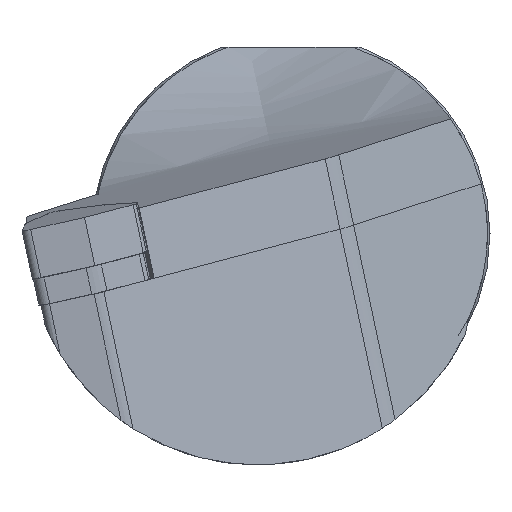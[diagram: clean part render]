
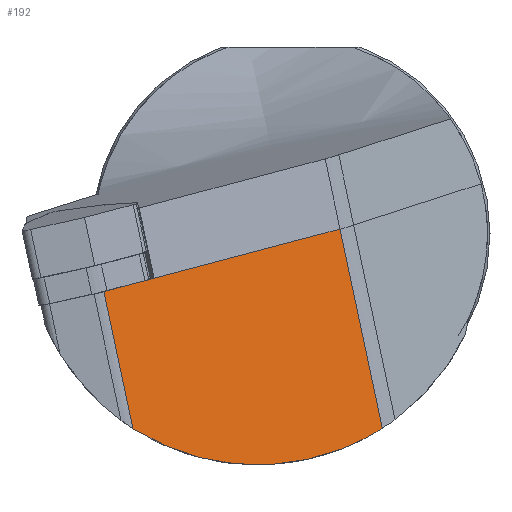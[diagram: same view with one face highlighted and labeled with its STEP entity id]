
A CAD part, left-side view. The second image highlights one B-rep face of the part: STEP entity #192.
In plain terms, the highlighted planar face has unit normal (-0.901, -0.433, -0.005).
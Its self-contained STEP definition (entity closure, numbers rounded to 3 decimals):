
#149=ELLIPSE('',#1133,25.739,23.2);
#153=ELLIPSE('',#1138,25.739,23.2);
#192=ADVANCED_FACE('',(#281),#248,.F.);
#248=PLANE('',#1139);
#281=FACE_OUTER_BOUND('',#337,.T.);
#337=EDGE_LOOP('',(#448,#449,#450,#451,#452,#453,#454));
#448=ORIENTED_EDGE('',*,*,#841,.F.);
#449=ORIENTED_EDGE('',*,*,#825,.T.);
#450=ORIENTED_EDGE('',*,*,#842,.T.);
#451=ORIENTED_EDGE('',*,*,#843,.F.);
#452=ORIENTED_EDGE('',*,*,#834,.T.);
#453=ORIENTED_EDGE('',*,*,#844,.T.);
#454=ORIENTED_EDGE('',*,*,#845,.T.);
#727=VERTEX_POINT('',#1521);
#729=VERTEX_POINT('',#1524);
#734=VERTEX_POINT('',#1545);
#736=VERTEX_POINT('',#1548);
#742=VERTEX_POINT('',#1601);
#743=VERTEX_POINT('',#1603);
#744=VERTEX_POINT('',#1606);
#825=EDGE_CURVE('',#729,#727,#971,.T.);
#834=EDGE_CURVE('',#736,#734,#149,.T.);
#841=EDGE_CURVE('',#729,#742,#978,.T.);
#842=EDGE_CURVE('',#727,#743,#979,.T.);
#843=EDGE_CURVE('',#736,#743,#980,.T.);
#844=EDGE_CURVE('',#734,#744,#153,.T.);
#845=EDGE_CURVE('',#744,#742,#981,.T.);
#971=LINE('',#1523,#1050);
#978=LINE('',#1600,#1057);
#979=LINE('',#1602,#1058);
#980=LINE('',#1604,#1059);
#981=LINE('',#1607,#1060);
#1050=VECTOR('',#1241,1.);
#1057=VECTOR('',#1264,1.);
#1058=VECTOR('',#1265,1.);
#1059=VECTOR('',#1266,1.);
#1060=VECTOR('',#1269,1.);
#1133=AXIS2_PLACEMENT_3D('',#1547,#1254,#1255);
#1138=AXIS2_PLACEMENT_3D('',#1605,#1267,#1268);
#1139=AXIS2_PLACEMENT_3D('',#1608,#1270,#1271);
#1241=DIRECTION('',(-0.42,0.877,-0.232));
#1254=DIRECTION('',(-0.901,-0.433,-0.005));
#1255=DIRECTION('',(-0.433,0.901,0.01));
#1264=DIRECTION('',(0.42,-0.877,0.232));
#1265=DIRECTION('',(-0.42,0.877,-0.232));
#1266=DIRECTION('',(-0.105,0.207,0.973));
#1267=DIRECTION('',(-0.901,-0.433,-0.005));
#1268=DIRECTION('',(-0.433,0.901,0.01));
#1269=DIRECTION('',(-0.105,0.207,0.973));
#1270=DIRECTION('',(0.901,0.433,0.005));
#1271=DIRECTION('',(0.433,-0.901,0.));
#1521=CARTESIAN_POINT('',(-180.209,-4.83,-4.577));
#1523=CARTESIAN_POINT('',(-171.033,-23.982,0.48));
#1524=CARTESIAN_POINT('',(-179.975,-5.318,-4.448));
#1545=CARTESIAN_POINT('',(-170.799,-24.225,-21.572));
#1547=CARTESIAN_POINT('',(-175.016,-15.688,0.));
#1548=CARTESIAN_POINT('',(-180.918,-3.188,-19.544));
#1600=CARTESIAN_POINT('',(-171.033,-23.982,0.48));
#1601=CARTESIAN_POINT('',(-171.033,-23.982,0.48));
#1602=CARTESIAN_POINT('',(-171.033,-23.982,0.48));
#1603=CARTESIAN_POINT('',(-182.397,-0.263,-5.783));
#1604=CARTESIAN_POINT('',(-226.701,87.378,406.533));
#1605=CARTESIAN_POINT('',(-175.016,-15.688,0.));
#1606=CARTESIAN_POINT('',(-168.884,-28.233,-19.516));
#1607=CARTESIAN_POINT('',(-215.337,63.658,412.796));
#1608=CARTESIAN_POINT('',(-215.337,63.658,412.796));
